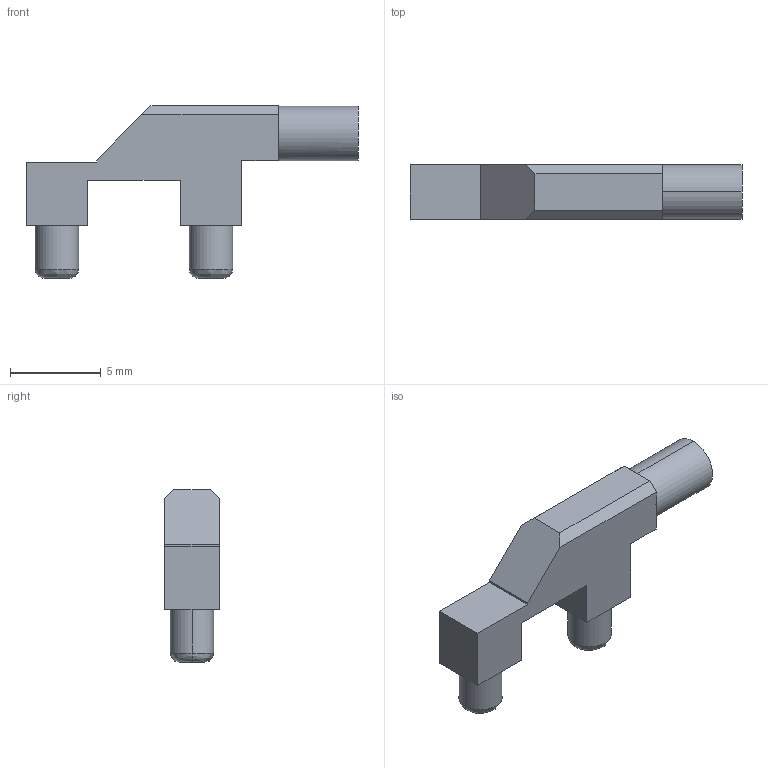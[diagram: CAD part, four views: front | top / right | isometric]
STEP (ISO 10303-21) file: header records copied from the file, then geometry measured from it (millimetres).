
FILE_DESCRIPTION (( 'STEP AP214' ), '1' );
FILE_NAME ('1512237D-BC48-48CB-8A2E-8850B808B3E7.STEP', '2022-07-26T21:27:09', ( '' ), ( '' ), 'SwSTEP 2.0', 'SolidWorks 2022', '' );
FILE_SCHEMA (( 'AUTOMOTIVE_DESIGN' ));
Length unit declared in the file: millimetre
Products named in the file (1): 1512237D-BC48-48CB-8A2E-8850B808B3E7
Bounding box: 18.3 x 3 x 9.5 mm (x, y, z)
Volume: 220.5 mm3; surface area: 320.3 mm2
Topology: 1 solids, 1 shells, 33 faces, 81 edges, 52 vertices
Faces by surface type: plane 23, cylinder 6, bspline 4
Entity records: 1408 total; most frequent: CARTESIAN_POINT 239, ORIENTED_EDGE 162, DIRECTION 157, EDGE_CURVE 81, VECTOR 57, LINE 57, VERTEX_POINT 52, AXIS2_PLACEMENT_3D 50
